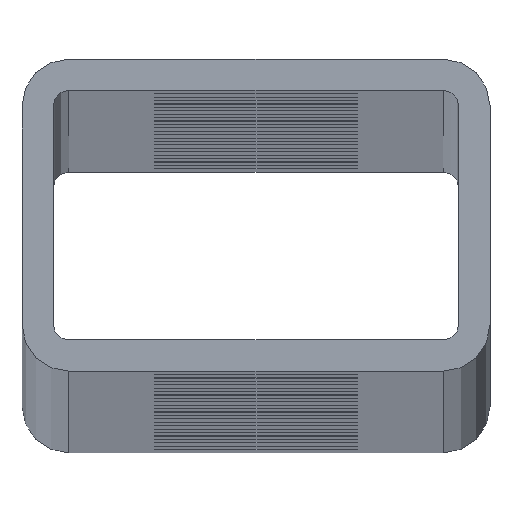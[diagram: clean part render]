
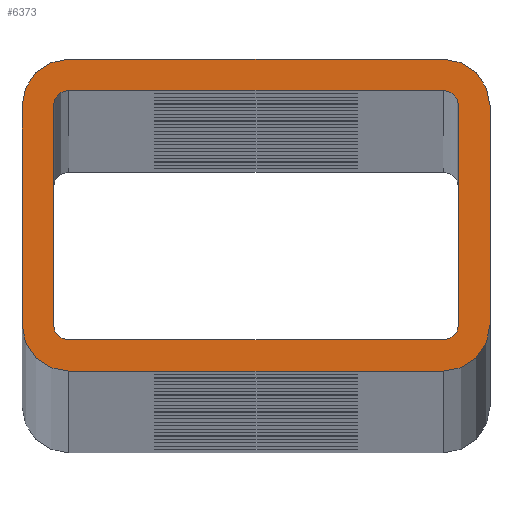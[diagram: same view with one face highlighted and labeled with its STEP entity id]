
A CAD part, top view. The second image highlights one B-rep face of the part: STEP entity #6373.
In plain terms, the highlighted planar face has unit normal (0, 0, 1).
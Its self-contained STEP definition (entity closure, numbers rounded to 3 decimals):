
#362 = DIRECTION ( 'NONE',  ( 1., 0., 0. ) ) ;
#475 = LINE ( 'NONE', #1519, #15164 ) ;
#564 = CIRCLE ( 'NONE', #737, 1. ) ;
#649 = CARTESIAN_POINT ( 'NONE',  ( 13., 7., 1500. ) ) ;
#705 = ORIENTED_EDGE ( 'NONE', *, *, #9073, .T. ) ;
#723 = LINE ( 'NONE', #1240, #14758 ) ;
#737 = AXIS2_PLACEMENT_3D ( 'NONE', #3330, #10356, #6069 ) ;
#1124 = LINE ( 'NONE', #649, #14031 ) ;
#1170 = DIRECTION ( 'NONE',  ( 0., -1., 0. ) ) ;
#1217 = VERTEX_POINT ( 'NONE', #12670 ) ;
#1240 = CARTESIAN_POINT ( 'NONE',  ( -12., -10., 1500. ) ) ;
#1377 = DIRECTION ( 'NONE',  ( 0., 0., 1. ) ) ;
#1389 = EDGE_CURVE ( 'NONE', #16780, #15918, #14375, .T. ) ;
#1397 = ORIENTED_EDGE ( 'NONE', *, *, #12102, .F. ) ;
#1426 = VERTEX_POINT ( 'NONE', #4775 ) ;
#1519 = CARTESIAN_POINT ( 'NONE',  ( -12., 10., 1500. ) ) ;
#1555 = DIRECTION ( 'NONE',  ( 0., 1., 0. ) ) ;
#1768 = DIRECTION ( 'NONE',  ( 0., 0., 1. ) ) ;
#1996 = ORIENTED_EDGE ( 'NONE', *, *, #7076, .F. ) ;
#2040 = CARTESIAN_POINT ( 'NONE',  ( -12., -10., 1500. ) ) ;
#2393 = CARTESIAN_POINT ( 'NONE',  ( -12., -8., 1500. ) ) ;
#2537 = DIRECTION ( 'NONE',  ( 0., -1., 0. ) ) ;
#2679 = AXIS2_PLACEMENT_3D ( 'NONE', #14141, #4215, #15548 ) ;
#2760 = CIRCLE ( 'NONE', #12773, 3. ) ;
#2977 = VECTOR ( 'NONE', #1170, 1000. ) ;
#3073 = ORIENTED_EDGE ( 'NONE', *, *, #9461, .T. ) ;
#3079 = ORIENTED_EDGE ( 'NONE', *, *, #9123, .F. ) ;
#3108 = EDGE_CURVE ( 'NONE', #12059, #3150, #723, .T. ) ;
#3150 = VERTEX_POINT ( 'NONE', #12520 ) ;
#3187 = DIRECTION ( 'NONE',  ( -1., 0., 0. ) ) ;
#3330 = CARTESIAN_POINT ( 'NONE',  ( 12., -7., 1500. ) ) ;
#3383 = EDGE_CURVE ( 'NONE', #15918, #18042, #6587, .T. ) ;
#3530 = CARTESIAN_POINT ( 'NONE',  ( -12., -7., 1500. ) ) ;
#3817 = EDGE_CURVE ( 'NONE', #12748, #15563, #13191, .T. ) ;
#3865 = CARTESIAN_POINT ( 'NONE',  ( 12., 7., 1500. ) ) ;
#4116 = CARTESIAN_POINT ( 'NONE',  ( -12., -7., 1500. ) ) ;
#4215 = DIRECTION ( 'NONE',  ( 0., 0., 1. ) ) ;
#4407 = CIRCLE ( 'NONE', #10468, 3. ) ;
#4502 = EDGE_CURVE ( 'NONE', #15563, #12059, #12768, .T. ) ;
#4556 = CARTESIAN_POINT ( 'NONE',  ( -12., 7., 1500. ) ) ;
#4611 = CARTESIAN_POINT ( 'NONE',  ( 15., 7., 1500. ) ) ;
#4729 = ORIENTED_EDGE ( 'NONE', *, *, #1389, .F. ) ;
#4765 = AXIS2_PLACEMENT_3D ( 'NONE', #16093, #13282, #362 ) ;
#4775 = CARTESIAN_POINT ( 'NONE',  ( 12., -8., 1500. ) ) ;
#4937 = EDGE_LOOP ( 'NONE', ( #10274, #10393, #3073, #6465, #15755, #5345, #9732, #705 ) ) ;
#5139 = ORIENTED_EDGE ( 'NONE', *, *, #3383, .F. ) ;
#5165 = AXIS2_PLACEMENT_3D ( 'NONE', #4116, #15255, #5416 ) ;
#5260 = CARTESIAN_POINT ( 'NONE',  ( 12., 8., 1500. ) ) ;
#5309 = CARTESIAN_POINT ( 'NONE',  ( -13., 7., 1500. ) ) ;
#5345 = ORIENTED_EDGE ( 'NONE', *, *, #3108, .T. ) ;
#5352 = DIRECTION ( 'NONE',  ( 1., 0., 0. ) ) ;
#5416 = DIRECTION ( 'NONE',  ( 1., 0., 0. ) ) ;
#5572 = CARTESIAN_POINT ( 'NONE',  ( 12., -7., 1500. ) ) ;
#5619 = DIRECTION ( 'NONE',  ( 1., 0., 0. ) ) ;
#5633 = AXIS2_PLACEMENT_3D ( 'NONE', #3530, #7890, #10565 ) ;
#6047 = ORIENTED_EDGE ( 'NONE', *, *, #7998, .F. ) ;
#6069 = DIRECTION ( 'NONE',  ( 1., 0., 0. ) ) ;
#6255 = EDGE_LOOP ( 'NONE', ( #6047, #5139, #4729, #3079, #1996, #1397, #14799, #13686 ) ) ;
#6373 = ADVANCED_FACE ( 'NONE', ( #17836, #13152 ), #12664, .T. ) ;
#6465 = ORIENTED_EDGE ( 'NONE', *, *, #3817, .T. ) ;
#6587 = CIRCLE ( 'NONE', #9550, 1. ) ;
#6646 = LINE ( 'NONE', #15732, #15111 ) ;
#6750 = LINE ( 'NONE', #12529, #2977 ) ;
#7076 = EDGE_CURVE ( 'NONE', #10264, #16344, #1124, .T. ) ;
#7257 = VECTOR ( 'NONE', #5352, 1000. ) ;
#7453 = CARTESIAN_POINT ( 'NONE',  ( -12., -8., 1500. ) ) ;
#7504 = VERTEX_POINT ( 'NONE', #13179 ) ;
#7890 = DIRECTION ( 'NONE',  ( 0., 0., 1. ) ) ;
#7977 = CIRCLE ( 'NONE', #4765, 1. ) ;
#7998 = EDGE_CURVE ( 'NONE', #18042, #1217, #6750, .T. ) ;
#8278 = VERTEX_POINT ( 'NONE', #14434 ) ;
#8567 = VECTOR ( 'NONE', #17235, 1000. ) ;
#8816 = CIRCLE ( 'NONE', #5165, 1. ) ;
#9073 = EDGE_CURVE ( 'NONE', #7504, #14130, #6646, .T. ) ;
#9114 = VERTEX_POINT ( 'NONE', #16965 ) ;
#9123 = EDGE_CURVE ( 'NONE', #16344, #16780, #7977, .T. ) ;
#9461 = EDGE_CURVE ( 'NONE', #9114, #12748, #4407, .T. ) ;
#9550 = AXIS2_PLACEMENT_3D ( 'NONE', #4556, #1768, #3187 ) ;
#9732 = ORIENTED_EDGE ( 'NONE', *, *, #13243, .T. ) ;
#9911 = DIRECTION ( 'NONE',  ( 0., 0., 1. ) ) ;
#10152 = VERTEX_POINT ( 'NONE', #7453 ) ;
#10264 = VERTEX_POINT ( 'NONE', #10363 ) ;
#10274 = ORIENTED_EDGE ( 'NONE', *, *, #17215, .T. ) ;
#10356 = DIRECTION ( 'NONE',  ( 0., 0., 1. ) ) ;
#10363 = CARTESIAN_POINT ( 'NONE',  ( 13., -7., 1500. ) ) ;
#10393 = ORIENTED_EDGE ( 'NONE', *, *, #14517, .T. ) ;
#10468 = AXIS2_PLACEMENT_3D ( 'NONE', #12576, #9911, #14171 ) ;
#10565 = DIRECTION ( 'NONE',  ( 1., 0., 0. ) ) ;
#10830 = DIRECTION ( 'NONE',  ( 1., 0., 0. ) ) ;
#11212 = EDGE_CURVE ( 'NONE', #10152, #1426, #14182, .T. ) ;
#11429 = DIRECTION ( 'NONE',  ( -1., 0., 0. ) ) ;
#11637 = VECTOR ( 'NONE', #2537, 1000. ) ;
#12059 = VERTEX_POINT ( 'NONE', #2040 ) ;
#12102 = EDGE_CURVE ( 'NONE', #1426, #10264, #564, .T. ) ;
#12520 = CARTESIAN_POINT ( 'NONE',  ( 12., -10., 1500. ) ) ;
#12529 = CARTESIAN_POINT ( 'NONE',  ( -13., 7., 1500. ) ) ;
#12576 = CARTESIAN_POINT ( 'NONE',  ( -12., 7., 1500. ) ) ;
#12664 = PLANE ( 'NONE',  #2679 ) ;
#12670 = CARTESIAN_POINT ( 'NONE',  ( -13., -7., 1500. ) ) ;
#12748 = VERTEX_POINT ( 'NONE', #17881 ) ;
#12768 = CIRCLE ( 'NONE', #5633, 3. ) ;
#12773 = AXIS2_PLACEMENT_3D ( 'NONE', #5572, #1377, #18355 ) ;
#12804 = CARTESIAN_POINT ( 'NONE',  ( -12., 8., 1500. ) ) ;
#13001 = CARTESIAN_POINT ( 'NONE',  ( -12., 8., 1500. ) ) ;
#13152 = FACE_BOUND ( 'NONE', #6255, .T. ) ;
#13179 = CARTESIAN_POINT ( 'NONE',  ( 15., -7., 1500. ) ) ;
#13191 = LINE ( 'NONE', #18075, #11637 ) ;
#13243 = EDGE_CURVE ( 'NONE', #3150, #7504, #2760, .T. ) ;
#13282 = DIRECTION ( 'NONE',  ( 0., 0., 1. ) ) ;
#13509 = CARTESIAN_POINT ( 'NONE',  ( -15., -7., 1500. ) ) ;
#13686 = ORIENTED_EDGE ( 'NONE', *, *, #17327, .F. ) ;
#13824 = DIRECTION ( 'NONE',  ( 0., 0., 1. ) ) ;
#14031 = VECTOR ( 'NONE', #16392, 1000. ) ;
#14130 = VERTEX_POINT ( 'NONE', #4611 ) ;
#14141 = CARTESIAN_POINT ( 'NONE',  ( 12., 7., 1500. ) ) ;
#14171 = DIRECTION ( 'NONE',  ( -1., 0., 0. ) ) ;
#14182 = LINE ( 'NONE', #2393, #7257 ) ;
#14375 = LINE ( 'NONE', #12804, #8567 ) ;
#14434 = CARTESIAN_POINT ( 'NONE',  ( 12., 10., 1500. ) ) ;
#14517 = EDGE_CURVE ( 'NONE', #8278, #9114, #475, .T. ) ;
#14758 = VECTOR ( 'NONE', #5619, 1000. ) ;
#14799 = ORIENTED_EDGE ( 'NONE', *, *, #11212, .F. ) ;
#15111 = VECTOR ( 'NONE', #1555, 1000. ) ;
#15164 = VECTOR ( 'NONE', #11429, 1000. ) ;
#15167 = CARTESIAN_POINT ( 'NONE',  ( 13., 7., 1500. ) ) ;
#15255 = DIRECTION ( 'NONE',  ( 0., 0., 1. ) ) ;
#15548 = DIRECTION ( 'NONE',  ( 1., 0., 0. ) ) ;
#15563 = VERTEX_POINT ( 'NONE', #13509 ) ;
#15732 = CARTESIAN_POINT ( 'NONE',  ( 15., 7., 1500. ) ) ;
#15755 = ORIENTED_EDGE ( 'NONE', *, *, #4502, .T. ) ;
#15918 = VERTEX_POINT ( 'NONE', #13001 ) ;
#16093 = CARTESIAN_POINT ( 'NONE',  ( 12., 7., 1500. ) ) ;
#16344 = VERTEX_POINT ( 'NONE', #15167 ) ;
#16392 = DIRECTION ( 'NONE',  ( 0., 1., 0. ) ) ;
#16780 = VERTEX_POINT ( 'NONE', #5260 ) ;
#16965 = CARTESIAN_POINT ( 'NONE',  ( -12., 10., 1500. ) ) ;
#17215 = EDGE_CURVE ( 'NONE', #14130, #8278, #17494, .T. ) ;
#17235 = DIRECTION ( 'NONE',  ( -1., 0., 0. ) ) ;
#17327 = EDGE_CURVE ( 'NONE', #1217, #10152, #8816, .T. ) ;
#17494 = CIRCLE ( 'NONE', #17933, 3. ) ;
#17836 = FACE_OUTER_BOUND ( 'NONE', #4937, .T. ) ;
#17881 = CARTESIAN_POINT ( 'NONE',  ( -15., 7., 1500. ) ) ;
#17933 = AXIS2_PLACEMENT_3D ( 'NONE', #3865, #13824, #10830 ) ;
#18042 = VERTEX_POINT ( 'NONE', #5309 ) ;
#18075 = CARTESIAN_POINT ( 'NONE',  ( -15., 7., 1500. ) ) ;
#18355 = DIRECTION ( 'NONE',  ( 1., 0., 0. ) ) ;
